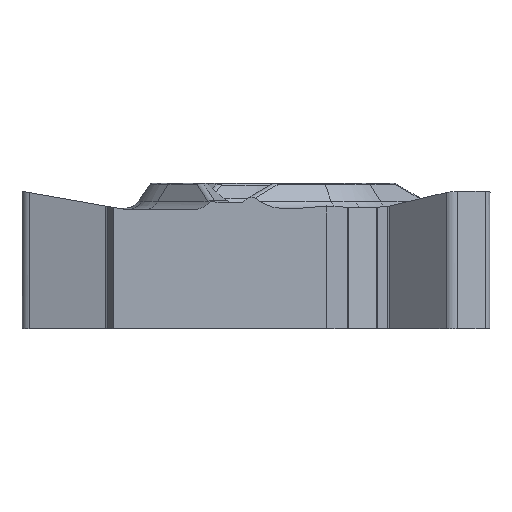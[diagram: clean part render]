
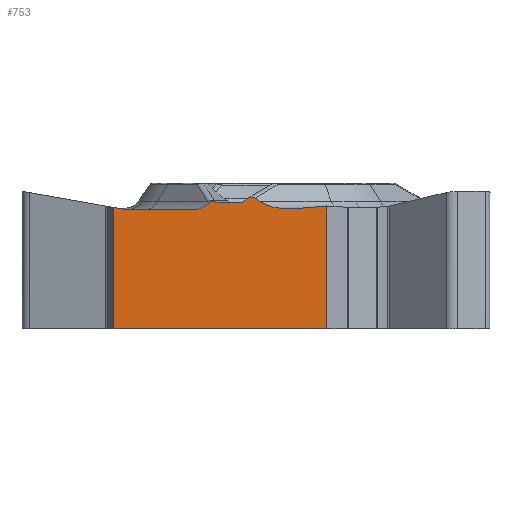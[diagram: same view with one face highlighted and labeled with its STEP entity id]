
A CAD part, left-side view. The second image highlights one B-rep face of the part: STEP entity #753.
In plain terms, the highlighted planar face has unit normal (-1, 0, 0).
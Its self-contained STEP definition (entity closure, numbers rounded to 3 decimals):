
#135=PLANE('',#2764);
#182=FACE_OUTER_BOUND('',#939,.T.);
#338=ELLIPSE('',#2758,1.5,0.75);
#339=ELLIPSE('',#2759,0.304,0.205);
#340=ELLIPSE('',#2760,0.309,0.3);
#341=ELLIPSE('',#2761,0.309,0.3);
#342=ELLIPSE('',#2762,0.884,0.75);
#398=LINE('',#4217,#575);
#399=LINE('',#4220,#576);
#400=LINE('',#4222,#577);
#401=LINE('',#4224,#578);
#402=LINE('',#4228,#579);
#403=LINE('',#4232,#580);
#404=LINE('',#4236,#581);
#405=LINE('',#4256,#582);
#406=LINE('',#4260,#583);
#575=VECTOR('',#3061,1.);
#576=VECTOR('',#3062,1.);
#577=VECTOR('',#3063,1.);
#578=VECTOR('',#3064,1.);
#579=VECTOR('',#3067,1.);
#580=VECTOR('',#3070,1.);
#581=VECTOR('',#3073,1.);
#582=VECTOR('',#3078,1.);
#583=VECTOR('',#3081,1.);
#753=ADVANCED_FACE('',(#182),#135,.F.);
#939=EDGE_LOOP('',(#1105,#1106,#1107,#1108,#1109,#1110,#1111,#1112,#1113,
#1114,#1115,#1116,#1117,#1118,#1119,#1120));
#1105=ORIENTED_EDGE('',*,*,#2158,.T.);
#1106=ORIENTED_EDGE('',*,*,#2159,.T.);
#1107=ORIENTED_EDGE('',*,*,#2160,.T.);
#1108=ORIENTED_EDGE('',*,*,#2161,.T.);
#1109=ORIENTED_EDGE('',*,*,#2162,.T.);
#1110=ORIENTED_EDGE('',*,*,#2163,.F.);
#1111=ORIENTED_EDGE('',*,*,#2164,.F.);
#1112=ORIENTED_EDGE('',*,*,#2165,.T.);
#1113=ORIENTED_EDGE('',*,*,#2166,.T.);
#1114=ORIENTED_EDGE('',*,*,#2167,.T.);
#1115=ORIENTED_EDGE('',*,*,#2168,.T.);
#1116=ORIENTED_EDGE('',*,*,#2169,.F.);
#1117=ORIENTED_EDGE('',*,*,#2170,.T.);
#1118=ORIENTED_EDGE('',*,*,#2171,.T.);
#1119=ORIENTED_EDGE('',*,*,#2172,.T.);
#1120=ORIENTED_EDGE('',*,*,#2173,.T.);
#1911=VERTEX_POINT('',#4218);
#1912=VERTEX_POINT('',#4219);
#1913=VERTEX_POINT('',#4221);
#1914=VERTEX_POINT('',#4223);
#1915=VERTEX_POINT('',#4225);
#1916=VERTEX_POINT('',#4227);
#1917=VERTEX_POINT('',#4229);
#1918=VERTEX_POINT('',#4231);
#1919=VERTEX_POINT('',#4233);
#1920=VERTEX_POINT('',#4235);
#1921=VERTEX_POINT('',#4237);
#1922=VERTEX_POINT('',#4239);
#1923=VERTEX_POINT('',#4253);
#1924=VERTEX_POINT('',#4255);
#1925=VERTEX_POINT('',#4257);
#1926=VERTEX_POINT('',#4259);
#2158=EDGE_CURVE('',#1911,#1912,#398,.T.);
#2159=EDGE_CURVE('',#1912,#1913,#399,.T.);
#2160=EDGE_CURVE('',#1913,#1914,#400,.T.);
#2161=EDGE_CURVE('',#1914,#1915,#401,.T.);
#2162=EDGE_CURVE('',#1915,#1916,#338,.T.);
#2163=EDGE_CURVE('',#1917,#1916,#402,.T.);
#2164=EDGE_CURVE('',#1918,#1917,#339,.T.);
#2165=EDGE_CURVE('',#1918,#1919,#403,.T.);
#2166=EDGE_CURVE('',#1919,#1920,#340,.T.);
#2167=EDGE_CURVE('',#1920,#1921,#404,.T.);
#2168=EDGE_CURVE('',#1921,#1922,#341,.T.);
#2169=EDGE_CURVE('',#1923,#1922,#2679,.T.);
#2170=EDGE_CURVE('',#1923,#1924,#342,.T.);
#2171=EDGE_CURVE('',#1924,#1925,#405,.T.);
#2172=EDGE_CURVE('',#1925,#1926,#2561,.T.);
#2173=EDGE_CURVE('',#1926,#1911,#406,.T.);
#2561=CIRCLE('',#2763,0.75);
#2679=B_SPLINE_CURVE_WITH_KNOTS('',3,(#4240,#4241,#4242,#4243,#4244,#4245,
#4246,#4247,#4248,#4249,#4250,#4251,#4252),.UNSPECIFIED.,.F.,.F.,(4,3,3,
3,4),(0.,0.251,0.501,0.761,1.),
 .UNSPECIFIED.);
#2758=AXIS2_PLACEMENT_3D('',#4226,#3065,#3066);
#2759=AXIS2_PLACEMENT_3D('',#4230,#3068,#3069);
#2760=AXIS2_PLACEMENT_3D('',#4234,#3071,#3072);
#2761=AXIS2_PLACEMENT_3D('',#4238,#3074,#3075);
#2762=AXIS2_PLACEMENT_3D('',#4254,#3076,#3077);
#2763=AXIS2_PLACEMENT_3D('',#4258,#3079,#3080);
#2764=AXIS2_PLACEMENT_3D('',#4261,#3082,#3083);
#3061=DIRECTION('',(0.,0.,-1.));
#3062=DIRECTION('',(0.,-1.,0.));
#3063=DIRECTION('',(0.,0.,1.));
#3064=DIRECTION('',(0.,0.996,-0.088));
#3065=DIRECTION('',(1.,0.,0.));
#3066=DIRECTION('',(0.,1.,0.));
#3067=DIRECTION('',(0.,-0.814,-0.581));
#3068=DIRECTION('',(1.,0.,0.));
#3069=DIRECTION('',(0.,-0.858,0.514));
#3070=DIRECTION('',(0.,0.775,-0.631));
#3071=DIRECTION('',(1.,0.,0.));
#3072=DIRECTION('',(0.,-1.,0.));
#3073=DIRECTION('',(0.,1.,0.));
#3074=DIRECTION('',(1.,0.,0.));
#3075=DIRECTION('',(0.,-1.,0.));
#3076=DIRECTION('',(1.,0.,0.));
#3077=DIRECTION('',(0.,-1.,0.));
#3078=DIRECTION('',(0.,1.,0.));
#3079=DIRECTION('',(1.,0.,0.));
#3080=DIRECTION('',(0.,1.,0.));
#3081=DIRECTION('',(0.,0.985,0.174));
#3082=DIRECTION('',(1.,0.,0.));
#3083=DIRECTION('',(0.,1.,0.));
#4217=CARTESIAN_POINT('',(-6.35,6.407,25.));
#4218=CARTESIAN_POINT('',(-6.35,6.407,-0.51));
#4219=CARTESIAN_POINT('',(-6.35,6.407,-5.56));
#4220=CARTESIAN_POINT('',(-6.35,8.7,-5.56));
#4221=CARTESIAN_POINT('',(-6.35,-2.49,-5.56));
#4222=CARTESIAN_POINT('',(-6.35,-2.49,25.));
#4223=CARTESIAN_POINT('',(-6.35,-2.49,-0.451));
#4224=CARTESIAN_POINT('',(-6.35,-2.246,-0.472));
#4225=CARTESIAN_POINT('',(-6.35,-1.196,-0.565));
#4226=CARTESIAN_POINT('',(-6.35,-0.935,0.174));
#4227=CARTESIAN_POINT('',(-6.35,0.293,-0.256));
#4228=CARTESIAN_POINT('',(-6.35,17.805,12.249));
#4229=CARTESIAN_POINT('',(-6.35,0.483,-0.121));
#4230=CARTESIAN_POINT('',(-6.35,0.704,-0.32));
#4231=CARTESIAN_POINT('',(-6.35,0.862,-0.181));
#4232=CARTESIAN_POINT('',(-6.35,-6.754,6.019));
#4233=CARTESIAN_POINT('',(-6.35,0.934,-0.24));
#4234=CARTESIAN_POINT('',(-6.35,1.132,-0.01));
#4235=CARTESIAN_POINT('',(-6.35,1.132,-0.31));
#4236=CARTESIAN_POINT('',(-6.35,8.7,-0.31));
#4237=CARTESIAN_POINT('',(-6.35,2.034,-0.31));
#4238=CARTESIAN_POINT('',(-6.35,2.034,-0.01));
#4239=CARTESIAN_POINT('',(-6.35,2.162,-0.283));
#4240=CARTESIAN_POINT('',(-6.35,2.401,-0.323));
#4241=CARTESIAN_POINT('',(-6.35,2.386,-0.307));
#4242=CARTESIAN_POINT('',(-6.35,2.369,-0.294));
#4243=CARTESIAN_POINT('',(-6.35,2.349,-0.285));
#4244=CARTESIAN_POINT('',(-6.35,2.33,-0.275));
#4245=CARTESIAN_POINT('',(-6.35,2.309,-0.268));
#4246=CARTESIAN_POINT('',(-6.35,2.288,-0.265));
#4247=CARTESIAN_POINT('',(-6.35,2.266,-0.262));
#4248=CARTESIAN_POINT('',(-6.35,2.243,-0.262));
#4249=CARTESIAN_POINT('',(-6.35,2.221,-0.266));
#4250=CARTESIAN_POINT('',(-6.35,2.2,-0.269));
#4251=CARTESIAN_POINT('',(-6.35,2.18,-0.275));
#4252=CARTESIAN_POINT('',(-6.35,2.162,-0.283));
#4253=CARTESIAN_POINT('',(-6.35,2.401,-0.323));
#4254=CARTESIAN_POINT('',(-6.35,3.09,0.147));
#4255=CARTESIAN_POINT('',(-6.35,3.09,-0.603));
#4256=CARTESIAN_POINT('',(-6.35,8.7,-0.603));
#4257=CARTESIAN_POINT('',(-6.35,5.814,-0.603));
#4258=CARTESIAN_POINT('',(-6.35,5.814,0.147));
#4259=CARTESIAN_POINT('',(-6.35,5.944,-0.592));
#4260=CARTESIAN_POINT('',(-6.35,12.993,0.651));
#4261=CARTESIAN_POINT('',(-6.35,8.7,25.));
